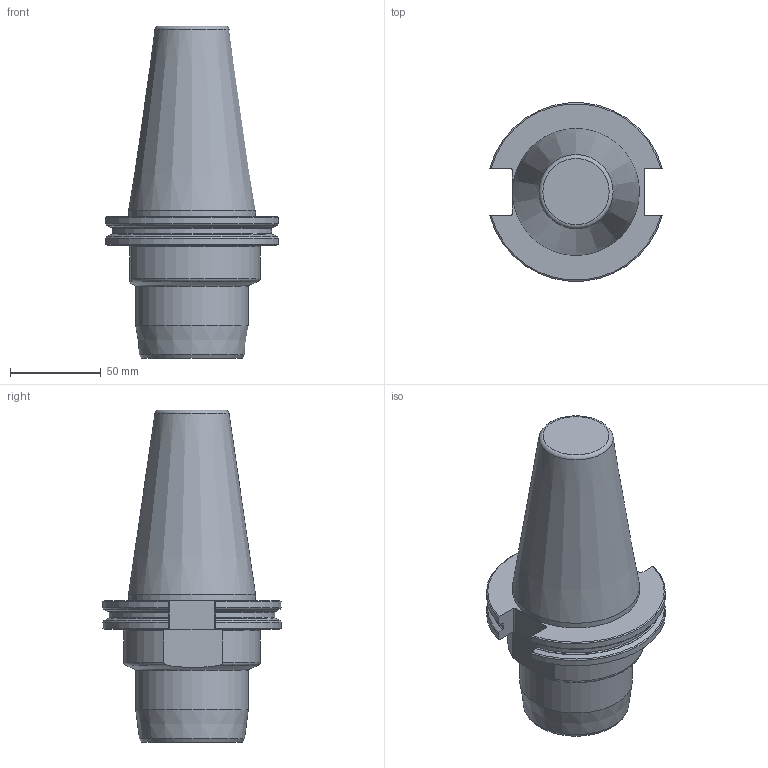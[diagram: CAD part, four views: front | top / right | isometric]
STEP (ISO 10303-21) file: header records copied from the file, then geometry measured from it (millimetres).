
FILE_DESCRIPTION(/* description */ (''),/* implementation_level */ '2;1');
FILE_NAME(/* name */ 'CAT50ADB-HC32-081_Basic.stp',/* time_stamp */ '2022-05-05T11:47:20+05:00',/* author */ (''),/* organization */ (''),/* preprocessor_version */ 'ST-DEVELOPER v16.7',/* originating_system */ 'SIEMENS PLM Software NX 12.0',/* authorisation */ '');
FILE_SCHEMA (('AUTOMOTIVE_DESIGN { 1 0 10303 214 3 1 1 1 }'));
Length unit declared in the file: millimetre
Products named in the file (1): inpu1EECA5248pak
Bounding box: 94.95 x 98.05 x 182.6 mm (x, y, z)
Volume: 520582.4 mm3; surface area: 64146.9 mm2
Topology: 1 solids, 2 shells, 64 faces, 171 edges, 118 vertices
Faces by surface type: plane 22, cylinder 18, cone 16, torus 8
Full cylindrical faces by diameter (mm): 32 x1, 34.1 x2, 36.4 x1, 37.4 x1, 62 x1, 69.85 x1
Entity records: 2196 total; most frequent: CARTESIAN_POINT 645, DIRECTION 306, ORIENTED_EDGE 300, EDGE_CURVE 150, AXIS2_PLACEMENT_3D 130, VERTEX_POINT 107, EDGE_LOOP 83, ADVANCED_FACE 64
